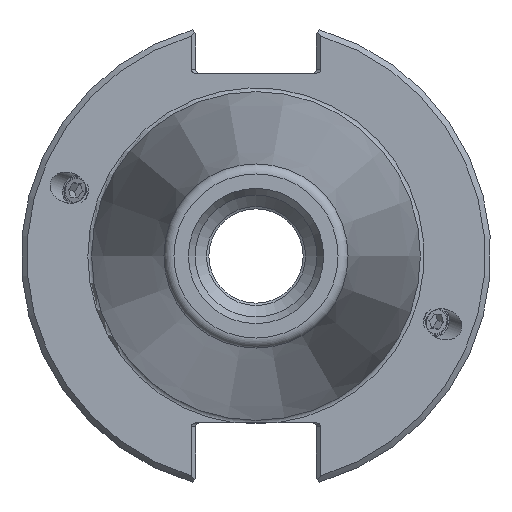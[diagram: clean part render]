
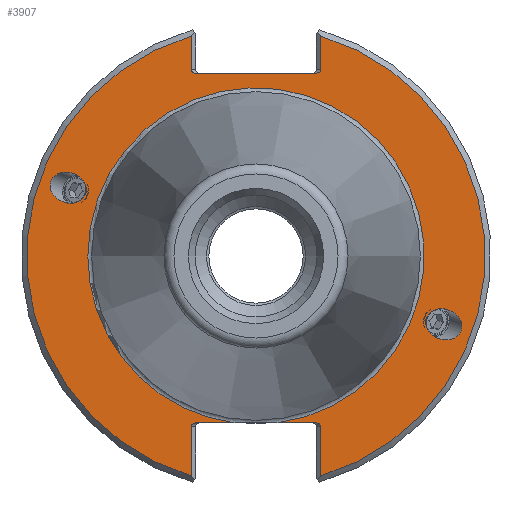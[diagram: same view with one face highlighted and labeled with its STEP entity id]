
A CAD part, left-side view. The second image highlights one B-rep face of the part: STEP entity #3907.
In plain terms, the highlighted planar face has unit normal (-1, 0, 0).
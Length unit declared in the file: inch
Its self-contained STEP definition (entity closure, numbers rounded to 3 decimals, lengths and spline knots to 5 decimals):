
#553=CARTESIAN_POINT('',(0.125,-0.90631,-0.32987));
#554=VERTEX_POINT('',#553);
#555=CARTESIAN_POINT('',(0.125,-0.99889,-0.36357));
#556=DIRECTION('',(1.0,0.,0.));
#557=DIRECTION('',(0.,-0.94,-0.342));
#558=AXIS2_PLACEMENT_3D('',#555,#556,#557);
#559=ELLIPSE('',#558,0.09853,0.08071);
#560=EDGE_CURVE('',#554,#554,#559,.T.);
#633=CARTESIAN_POINT('',(0.125,0.90631,0.32987));
#634=VERTEX_POINT('',#633);
#635=CARTESIAN_POINT('',(0.125,0.99889,0.36357));
#636=DIRECTION('',(1.0,0.,0.));
#637=DIRECTION('',(0.,0.94,0.342));
#638=AXIS2_PLACEMENT_3D('',#635,#636,#637);
#639=ELLIPSE('',#638,0.09853,0.08071);
#640=EDGE_CURVE('',#634,#634,#639,.T.);
#2953=CARTESIAN_POINT('',(0.125,0.345,0.992));
#2954=VERTEX_POINT('',#2953);
#2961=CARTESIAN_POINT('',(0.125,0.31672,0.972));
#2962=VERTEX_POINT('',#2961);
#2963=CARTESIAN_POINT('',(0.125,0.31672,0.992));
#2964=DIRECTION('',(-1.0,0.0,0.0));
#2965=DIRECTION('',(0.0,1.0,0.0));
#2966=AXIS2_PLACEMENT_3D('',#2963,#2964,#2965);
#2967=ELLIPSE('',#2966,0.02828,0.02);
#2968=EDGE_CURVE('',#2954,#2962,#2967,.T.);
#3053=CARTESIAN_POINT('',(0.125,0.345,1.1702));
#3054=VERTEX_POINT('',#3053);
#3061=CARTESIAN_POINT('',(0.125,0.345,1.1702));
#3062=DIRECTION('',(0.0,0.0,-1.0));
#3063=VECTOR('',#3062,0.1782);
#3064=LINE('',#3061,#3063);
#3065=EDGE_CURVE('',#3054,#2954,#3064,.T.);
#3165=CARTESIAN_POINT('',(0.125,-0.31672,0.972));
#3166=VERTEX_POINT('',#3165);
#3173=CARTESIAN_POINT('',(0.125,-0.345,0.992));
#3174=VERTEX_POINT('',#3173);
#3175=CARTESIAN_POINT('',(0.125,-0.31672,0.992));
#3176=DIRECTION('',(-1.0,0.0,0.0));
#3177=DIRECTION('',(0.0,-1.0,0.0));
#3178=AXIS2_PLACEMENT_3D('',#3175,#3176,#3177);
#3179=ELLIPSE('',#3178,0.02828,0.02);
#3180=EDGE_CURVE('',#3166,#3174,#3179,.T.);
#3230=CARTESIAN_POINT('',(0.125,-0.345,1.1702));
#3231=VERTEX_POINT('',#3230);
#3232=CARTESIAN_POINT('',(0.125,-0.345,0.992));
#3233=DIRECTION('',(0.0,0.0,1.0));
#3234=VECTOR('',#3233,0.1782);
#3235=LINE('',#3232,#3234);
#3236=EDGE_CURVE('',#3174,#3231,#3235,.T.);
#3254=CARTESIAN_POINT('',(0.125,-0.345,-0.908));
#3255=VERTEX_POINT('',#3254);
#3256=CARTESIAN_POINT('',(0.125,-0.31672,-0.888));
#3257=VERTEX_POINT('',#3256);
#3258=CARTESIAN_POINT('',(0.125,-0.31672,-0.908));
#3259=DIRECTION('',(-1.0,0.0,0.0));
#3260=DIRECTION('',(0.0,-1.0,0.0));
#3261=AXIS2_PLACEMENT_3D('',#3258,#3259,#3260);
#3262=ELLIPSE('',#3261,0.02828,0.02);
#3263=EDGE_CURVE('',#3255,#3257,#3262,.T.);
#3361=CARTESIAN_POINT('',(0.125,-0.345,-1.1702));
#3362=VERTEX_POINT('',#3361);
#3369=CARTESIAN_POINT('',(0.125,-0.345,-1.1702));
#3370=DIRECTION('',(0.0,0.0,1.0));
#3371=VECTOR('',#3370,0.2622);
#3372=LINE('',#3369,#3371);
#3373=EDGE_CURVE('',#3362,#3255,#3372,.T.);
#3473=CARTESIAN_POINT('',(0.125,0.31672,-0.888));
#3474=VERTEX_POINT('',#3473);
#3481=CARTESIAN_POINT('',(0.125,0.345,-0.908));
#3482=VERTEX_POINT('',#3481);
#3483=CARTESIAN_POINT('',(0.125,0.31672,-0.908));
#3484=DIRECTION('',(-1.0,0.0,0.0));
#3485=DIRECTION('',(0.0,1.0,0.0));
#3486=AXIS2_PLACEMENT_3D('',#3483,#3484,#3485);
#3487=ELLIPSE('',#3486,0.02828,0.02);
#3488=EDGE_CURVE('',#3474,#3482,#3487,.T.);
#3538=CARTESIAN_POINT('',(0.125,0.345,-1.1702));
#3539=VERTEX_POINT('',#3538);
#3540=CARTESIAN_POINT('',(0.125,0.345,-0.908));
#3541=DIRECTION('',(0.0,0.0,-1.0));
#3542=VECTOR('',#3541,0.2622);
#3543=LINE('',#3540,#3542);
#3544=EDGE_CURVE('',#3482,#3539,#3543,.T.);
#3611=CARTESIAN_POINT('',(0.125,0.31672,0.972));
#3612=DIRECTION('',(0.0,-1.0,0.0));
#3613=VECTOR('',#3612,0.63343);
#3614=LINE('',#3611,#3613);
#3615=EDGE_CURVE('',#2962,#3166,#3614,.T.);
#3819=CARTESIAN_POINT('',(0.125,-0.11172,-0.888));
#3820=VERTEX_POINT('',#3819);
#3821=CARTESIAN_POINT('',(0.125,0.11172,-0.888));
#3822=VERTEX_POINT('',#3821);
#3837=CARTESIAN_POINT('',(0.125,0.,0.0));
#3838=DIRECTION('',(-1.0,0.0,0.0));
#3839=DIRECTION('',(0.0,-1.0,0.0));
#3840=AXIS2_PLACEMENT_3D('',#3837,#3838,#3839);
#3841=CIRCLE('',#3840,0.895);
#3842=EDGE_CURVE('',#3820,#3822,#3841,.T.);
#3858=CARTESIAN_POINT('',(0.125,1.0625,0.0));
#3859=DIRECTION('',(-1.0,0.0,0.0));
#3860=DIRECTION('',(0.0,0.0,1.0));
#3861=AXIS2_PLACEMENT_3D('',#3858,#3859,#3860);
#3862=PLANE('',#3861);
#3863=ORIENTED_EDGE('',*,*,#3842,.F.);
#3864=CARTESIAN_POINT('',(0.125,-0.31672,-0.888));
#3865=DIRECTION('',(0.0,1.0,0.0));
#3866=VECTOR('',#3865,0.205);
#3867=LINE('',#3864,#3866);
#3868=EDGE_CURVE('',#3257,#3820,#3867,.T.);
#3869=ORIENTED_EDGE('',*,*,#3868,.F.);
#3870=ORIENTED_EDGE('',*,*,#3263,.F.);
#3871=ORIENTED_EDGE('',*,*,#3373,.F.);
#3872=CARTESIAN_POINT('',(0.125,0.,0.0));
#3873=DIRECTION('',(1.0,0.0,0.0));
#3874=DIRECTION('',(0.0,-1.0,0.0));
#3875=AXIS2_PLACEMENT_3D('',#3872,#3873,#3874);
#3876=CIRCLE('',#3875,1.22);
#3877=EDGE_CURVE('',#3231,#3362,#3876,.T.);
#3878=ORIENTED_EDGE('',*,*,#3877,.F.);
#3879=ORIENTED_EDGE('',*,*,#3236,.F.);
#3880=ORIENTED_EDGE('',*,*,#3180,.F.);
#3881=ORIENTED_EDGE('',*,*,#3615,.F.);
#3882=ORIENTED_EDGE('',*,*,#2968,.F.);
#3883=ORIENTED_EDGE('',*,*,#3065,.F.);
#3884=CARTESIAN_POINT('',(0.125,0.,0.0));
#3885=DIRECTION('',(1.0,0.0,0.0));
#3886=DIRECTION('',(0.0,1.0,0.0));
#3887=AXIS2_PLACEMENT_3D('',#3884,#3885,#3886);
#3888=CIRCLE('',#3887,1.22);
#3889=EDGE_CURVE('',#3539,#3054,#3888,.T.);
#3890=ORIENTED_EDGE('',*,*,#3889,.F.);
#3891=ORIENTED_EDGE('',*,*,#3544,.F.);
#3892=ORIENTED_EDGE('',*,*,#3488,.F.);
#3893=CARTESIAN_POINT('',(0.125,0.11172,-0.888));
#3894=DIRECTION('',(0.0,1.0,0.0));
#3895=VECTOR('',#3894,0.205);
#3896=LINE('',#3893,#3895);
#3897=EDGE_CURVE('',#3822,#3474,#3896,.T.);
#3898=ORIENTED_EDGE('',*,*,#3897,.F.);
#3899=EDGE_LOOP('',(#3863,#3869,#3870,#3871,#3878,#3879,#3880,#3881,#3882,#3883,#3890,#3891,#3892,#3898));
#3900=FACE_OUTER_BOUND('',#3899,.T.);
#3901=ORIENTED_EDGE('',*,*,#560,.T.);
#3902=EDGE_LOOP('',(#3901));
#3903=FACE_BOUND('',#3902,.T.);
#3904=ORIENTED_EDGE('',*,*,#640,.T.);
#3905=EDGE_LOOP('',(#3904));
#3906=FACE_BOUND('',#3905,.T.);
#3907=ADVANCED_FACE('',(#3900,#3903,#3906),#3862,.T.);
